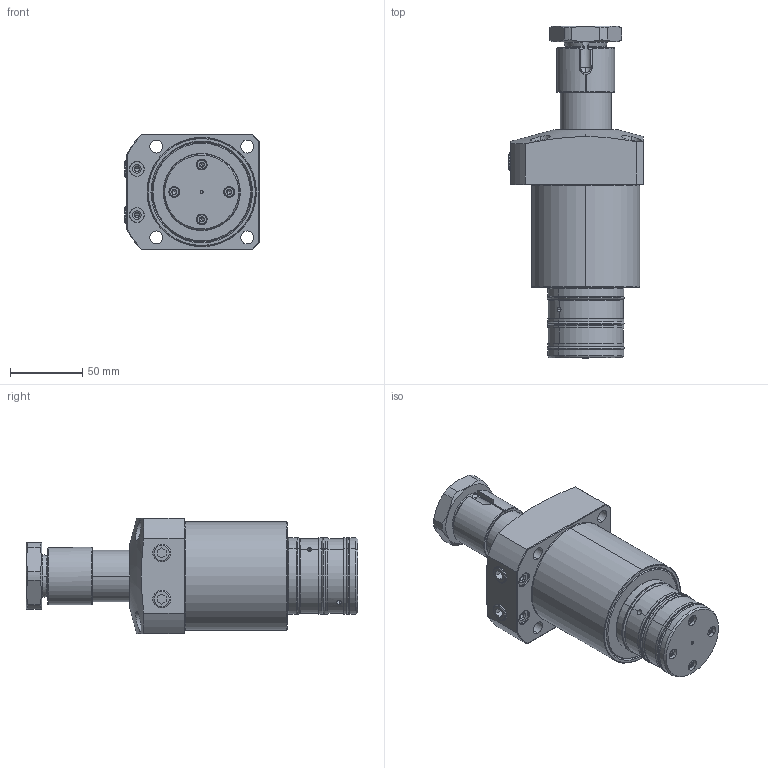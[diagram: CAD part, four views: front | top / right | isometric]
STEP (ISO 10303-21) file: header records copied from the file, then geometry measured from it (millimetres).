
FILE_DESCRIPTION (( 'STEP AP203' ), '1' );
FILE_NAME ('LHA0750-GRM.STEP', '2018-12-15T05:59:52', ( '微软用户' ), ( '微软中国' ), 'SwSTEP 2.0', 'SolidWorks 2012', '' );
FILE_SCHEMA (( 'CONFIG_CONTROL_DESIGN' ));
Length unit declared in the file: millimetre
Products named in the file (10): LHA0750-D菛巍; LHA0750-楓羔筳; LHA0750-ů_; LHA0750-簸忣諍匏_; Rネジ1_4; LHA0750-玅帡椔溹; 6妏寠晅无倌_M4(45); LHA0750-GRM; LHA0750-槭暌滀S(蹬怮椔); LHA0750-咂衝椳紕_蹬怮椔)
Assembly tree (13 placements, depth 2):
  LHA0750-GRM
    LHA0750-槭暌滀S(蹬怮椔)
    LHA0750-咂衝椳紕_蹬怮椔)
    LHA0750-D菛巍
    LHA0750-楓羔筳
    LHA0750-ů_
    LHA0750-簸忣諍匏_
    Rネジ1_4  x2
    LHA0750-玅帡椔溹
    6妏寠晅无倌_M4(45)  x4
Bounding box: 93.5 x 230 x 80 mm (x, y, z)
Volume: 749642.5 mm3; surface area: 103831.9 mm2
Topology: 16 solids, 16 shells, 510 faces, 1094 edges, 644 vertices
Faces by surface type: plane 170, cylinder 151, cone 119, torus 68, sphere 2
Entity records: 13468 total; most frequent: CARTESIAN_POINT 3159, DIRECTION 2076, ORIENTED_EDGE 1788, EDGE_CURVE 894, AXIS2_PLACEMENT_3D 882, VERTEX_POINT 549, EDGE_LOOP 471, CIRCLE 464
